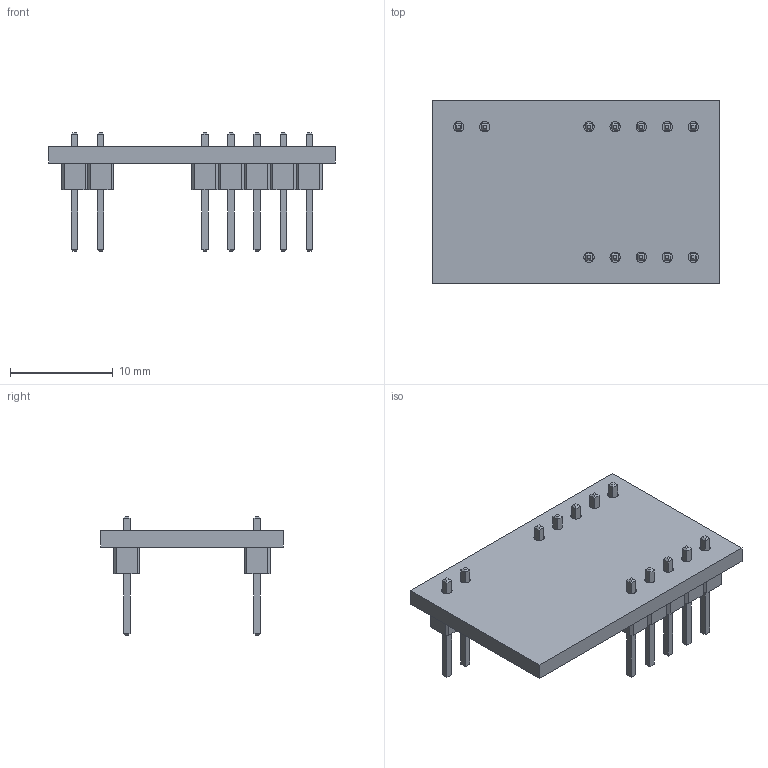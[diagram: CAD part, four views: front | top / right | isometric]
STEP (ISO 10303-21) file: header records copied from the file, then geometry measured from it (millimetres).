
FILE_DESCRIPTION(('KiCad electronic assembly'),'2;1');
FILE_NAME('led_driver.step','2021-02-13T20:34:10',('An Author'),( 'A Company'),'Open CASCADE STEP processor 6.9', 'KiCad to STEP converter','Unknown');
FILE_SCHEMA(('AUTOMOTIVE_DESIGN { 1 0 10303 214 1 1 1 1 }'));
Length unit declared in the file: millimetre
Products named in the file (6): Open CASCADE STEP translator 6.9 1; PinHeader_1x02_P2.54mm_Vertical; SOLID; PinHeader_1x05_P2.54mm_Vertical; COMPOUND
Assembly tree (6 placements, depth 3):
  Open CASCADE STEP translator 6.9 1
    PinHeader_1x02_P2.54mm_Vertical
      SOLID
    PinHeader_1x05_P2.54mm_Vertical  x2
      SOLID
    COMPOUND
Bounding box: 27.94 x 17.78 x 11.54 mm (x, y, z)
Volume: 1016.1 mm3; surface area: 1801.4 mm2
Topology: 4 solids, 4 shells, 318 faces, 762 edges, 476 vertices
Faces by surface type: plane 306, cylinder 12
Full cylindrical faces by diameter (mm): 1 x12
Entity records: 13003 total; most frequent: CARTESIAN_POINT 2035, DIRECTION 1800, LINE 1350, VECTOR 1350, ORIENTED_EDGE 932, PCURVE 932, DEFINITIONAL_REPRESENTATION 932, EDGE_CURVE 466
